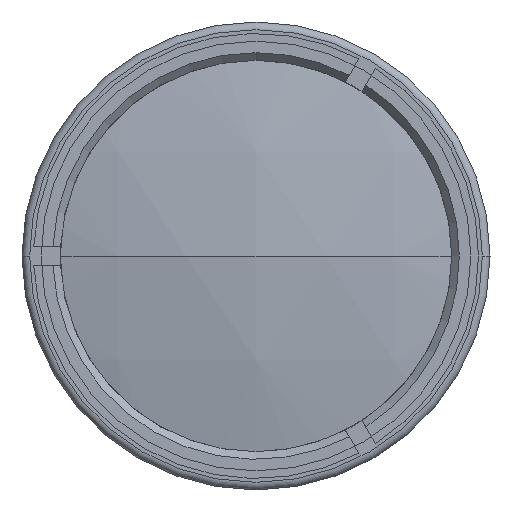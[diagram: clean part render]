
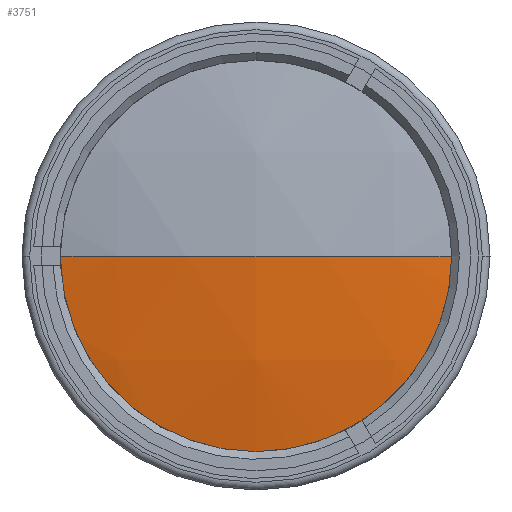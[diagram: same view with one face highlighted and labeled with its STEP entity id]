
A CAD part, left-side view. The second image highlights one B-rep face of the part: STEP entity #3751.
In plain terms, the highlighted spherical face has radius 124 mm.
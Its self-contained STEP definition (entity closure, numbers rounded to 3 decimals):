
#120 = ORIENTED_EDGE ( 'NONE', *, *, #3701, .T. ) ;
#466 = ORIENTED_EDGE ( 'NONE', *, *, #5173, .T. ) ;
#727 = SPHERICAL_SURFACE ( 'NONE', #2328, 124. ) ;
#830 = AXIS2_PLACEMENT_3D ( 'NONE', #3813, #1150, #4557 ) ;
#1150 = DIRECTION ( 'NONE',  ( 0., 0., -1. ) ) ;
#1185 = CARTESIAN_POINT ( 'NONE',  ( -104.365, 27., 0. ) ) ;
#1215 = DIRECTION ( 'NONE',  ( -1., 0., 0. ) ) ;
#1252 = VERTEX_POINT ( 'NONE', #2043 ) ;
#1316 = CIRCLE ( 'NONE', #830, 124. ) ;
#1386 = ORIENTED_EDGE ( 'NONE', *, *, #1843, .F. ) ;
#1711 = DIRECTION ( 'NONE',  ( 0., 1., 0. ) ) ;
#1831 = EDGE_LOOP ( 'NONE', ( #120, #466, #1386 ) ) ;
#1843 = EDGE_CURVE ( 'NONE', #5327, #1252, #5275, .T. ) ;
#2043 = CARTESIAN_POINT ( 'NONE',  ( -107.34, 0., 0. ) ) ;
#2276 = CARTESIAN_POINT ( 'NONE',  ( -104.365, -27., 0. ) ) ;
#2328 = AXIS2_PLACEMENT_3D ( 'NONE', #5251, #4399, #1711 ) ;
#2421 = AXIS2_PLACEMENT_3D ( 'NONE', #3892, #1215, #4348 ) ;
#2491 = CARTESIAN_POINT ( 'NONE',  ( 16.66, 0., 0. ) ) ;
#2942 = DIRECTION ( 'NONE',  ( 0., -1., 0. ) ) ;
#3701 = EDGE_CURVE ( 'NONE', #5327, #4789, #4502, .T. ) ;
#3751 = ADVANCED_FACE ( 'NONE', ( #4973 ), #727, .T. ) ;
#3813 = CARTESIAN_POINT ( 'NONE',  ( 16.66, 0., 0. ) ) ;
#3857 = AXIS2_PLACEMENT_3D ( 'NONE', #2491, #5525, #2942 ) ;
#3892 = CARTESIAN_POINT ( 'NONE',  ( -104.365, 0., 0. ) ) ;
#4348 = DIRECTION ( 'NONE',  ( 0., 0., 1. ) ) ;
#4399 = DIRECTION ( 'NONE',  ( 0., 0., -1. ) ) ;
#4502 = CIRCLE ( 'NONE', #2421, 27. ) ;
#4557 = DIRECTION ( 'NONE',  ( 0., 1., 0. ) ) ;
#4789 = VERTEX_POINT ( 'NONE', #2276 ) ;
#4973 = FACE_OUTER_BOUND ( 'NONE', #1831, .T. ) ;
#5173 = EDGE_CURVE ( 'NONE', #4789, #1252, #1316, .T. ) ;
#5251 = CARTESIAN_POINT ( 'NONE',  ( 16.66, 0., 0. ) ) ;
#5275 = CIRCLE ( 'NONE', #3857, 124. ) ;
#5327 = VERTEX_POINT ( 'NONE', #1185 ) ;
#5525 = DIRECTION ( 'NONE',  ( 0., 0., 1. ) ) ;
